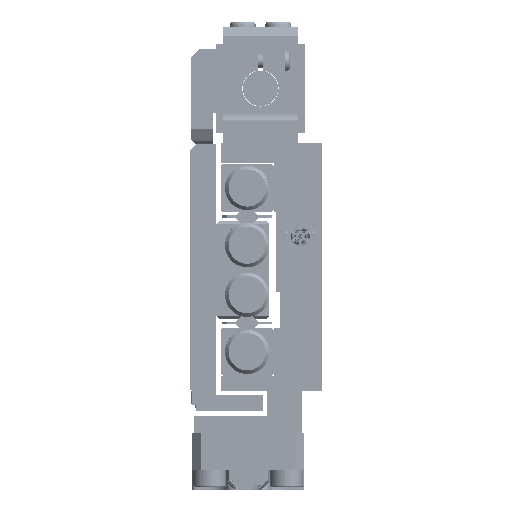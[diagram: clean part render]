
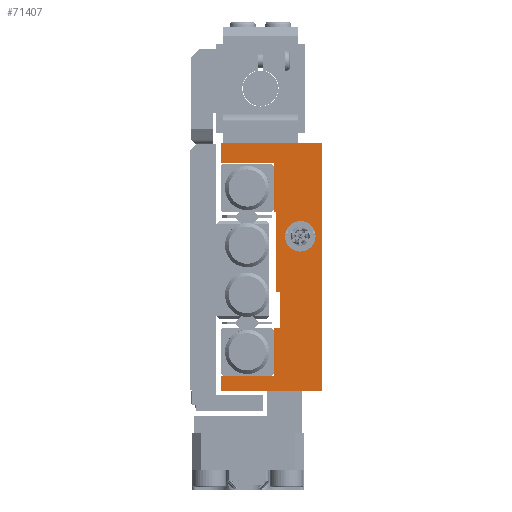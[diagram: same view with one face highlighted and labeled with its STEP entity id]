
A CAD part, left-side view. The second image highlights one B-rep face of the part: STEP entity #71407.
In plain terms, the highlighted planar face has unit normal (-1, 0, 0).
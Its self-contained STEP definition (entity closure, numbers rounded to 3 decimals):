
#1814 = VECTOR ( 'NONE', #73598, 1000. ) ;
#1860 = EDGE_CURVE ( 'NONE', #19514, #27708, #15924, .T. ) ;
#2335 = LINE ( 'NONE', #60965, #46722 ) ;
#3258 = CARTESIAN_POINT ( 'NONE',  ( -45., 0., -14. ) ) ;
#6796 = LINE ( 'NONE', #35015, #14746 ) ;
#6954 = DIRECTION ( 'NONE',  ( 0., 0., 1. ) ) ;
#7685 = ORIENTED_EDGE ( 'NONE', *, *, #44713, .F. ) ;
#8415 = DIRECTION ( 'NONE',  ( -1., 0., 0. ) ) ;
#9339 = CARTESIAN_POINT ( 'NONE',  ( -45., 5.2, -2.8 ) ) ;
#10326 = CARTESIAN_POINT ( 'NONE',  ( -45., 4.8, -2.8 ) ) ;
#10508 = VERTEX_POINT ( 'NONE', #19129 ) ;
#10631 = VECTOR ( 'NONE', #94737, 1000. ) ;
#12494 = DIRECTION ( 'NONE',  ( 0., -1., 0. ) ) ;
#14746 = VECTOR ( 'NONE', #12494, 1000. ) ;
#14804 = CARTESIAN_POINT ( 'NONE',  ( -45., 4.8, -2.8 ) ) ;
#15684 = VERTEX_POINT ( 'NONE', #86912 ) ;
#15924 = LINE ( 'NONE', #32922, #24235 ) ;
#16755 = DIRECTION ( 'NONE',  ( 0., 0., 1. ) ) ;
#16781 = EDGE_CURVE ( 'NONE', #37621, #25101, #26656, .T. ) ;
#17148 = LINE ( 'NONE', #94760, #34985 ) ;
#17761 = DIRECTION ( 'NONE',  ( -1., 0., 0. ) ) ;
#19129 = CARTESIAN_POINT ( 'NONE',  ( -45., 11.5, 14. ) ) ;
#19131 = DIRECTION ( 'NONE',  ( 0., 0., -1. ) ) ;
#19514 = VERTEX_POINT ( 'NONE', #77879 ) ;
#19688 = VECTOR ( 'NONE', #19131, 1000. ) ;
#20513 = CARTESIAN_POINT ( 'NONE',  ( -45., 5.5, 6.3 ) ) ;
#21539 = EDGE_CURVE ( 'NONE', #10508, #89756, #6796, .T. ) ;
#21600 = VECTOR ( 'NONE', #40872, 1000. ) ;
#22466 = ORIENTED_EDGE ( 'NONE', *, *, #46069, .F. ) ;
#22480 = DIRECTION ( 'NONE',  ( 0., 0., 1. ) ) ;
#23103 = DIRECTION ( 'NONE',  ( 0., 1., 0. ) ) ;
#23412 = DIRECTION ( 'NONE',  ( 0., 0., 1. ) ) ;
#23462 = EDGE_CURVE ( 'NONE', #78021, #70839, #94954, .T. ) ;
#24235 = VECTOR ( 'NONE', #55476, 1000. ) ;
#25101 = VERTEX_POINT ( 'NONE', #65508 ) ;
#25705 = CARTESIAN_POINT ( 'NONE',  ( -45., 2.5, 5.227 ) ) ;
#26023 = EDGE_CURVE ( 'NONE', #54483, #61409, #78943, .T. ) ;
#26333 = FACE_OUTER_BOUND ( 'NONE', #62727, .T. ) ;
#26585 = LINE ( 'NONE', #81645, #45092 ) ;
#26656 = LINE ( 'NONE', #57183, #19688 ) ;
#26966 = VECTOR ( 'NONE', #23103, 1000. ) ;
#27315 = DIRECTION ( 'NONE',  ( 0., 0., -1. ) ) ;
#27708 = VERTEX_POINT ( 'NONE', #46408 ) ;
#28616 = ORIENTED_EDGE ( 'NONE', *, *, #40845, .T. ) ;
#28937 = LINE ( 'NONE', #37424, #42101 ) ;
#32125 = LINE ( 'NONE', #55684, #10631 ) ;
#32922 = CARTESIAN_POINT ( 'NONE',  ( -45., 5.5, -6.8 ) ) ;
#33311 = VERTEX_POINT ( 'NONE', #90150 ) ;
#34202 = AXIS2_PLACEMENT_3D ( 'NONE', #54328, #17761, #16755 ) ;
#34307 = FACE_BOUND ( 'NONE', #55790, .T. ) ;
#34805 = PLANE ( 'NONE',  #68508 ) ;
#34985 = VECTOR ( 'NONE', #77244, 1000. ) ;
#35015 = CARTESIAN_POINT ( 'NONE',  ( -45., 5.5, 14. ) ) ;
#36991 = CARTESIAN_POINT ( 'NONE',  ( -45., 0., 14. ) ) ;
#37424 = CARTESIAN_POINT ( 'NONE',  ( -45., 11.5, 14. ) ) ;
#37621 = VERTEX_POINT ( 'NONE', #69369 ) ;
#37657 = VECTOR ( 'NONE', #98142, 1000. ) ;
#38605 = CARTESIAN_POINT ( 'NONE',  ( -45., 5.5, -12.3 ) ) ;
#40293 = CARTESIAN_POINT ( 'NONE',  ( -45., 5.5, 11.8 ) ) ;
#40845 = EDGE_CURVE ( 'NONE', #47434, #37621, #91723, .T. ) ;
#40872 = DIRECTION ( 'NONE',  ( 0., 1., 0. ) ) ;
#42101 = VECTOR ( 'NONE', #76493, 1000. ) ;
#44713 = EDGE_CURVE ( 'NONE', #73197, #33311, #73094, .T. ) ;
#45092 = VECTOR ( 'NONE', #6954, 1000. ) ;
#46069 = EDGE_CURVE ( 'NONE', #27708, #54483, #57232, .T. ) ;
#46408 = CARTESIAN_POINT ( 'NONE',  ( -45., 4.8, -6.8 ) ) ;
#46722 = VECTOR ( 'NONE', #23412, 1000. ) ;
#46978 = CARTESIAN_POINT ( 'NONE',  ( -45., 2.5, 3.5 ) ) ;
#47231 = VERTEX_POINT ( 'NONE', #3258 ) ;
#47434 = VERTEX_POINT ( 'NONE', #81387 ) ;
#48130 = EDGE_CURVE ( 'NONE', #47231, #89756, #26585, .T. ) ;
#48826 = EDGE_CURVE ( 'NONE', #61409, #73197, #2335, .T. ) ;
#48944 = ORIENTED_EDGE ( 'NONE', *, *, #48130, .T. ) ;
#50959 = EDGE_CURVE ( 'NONE', #10508, #80344, #28937, .T. ) ;
#51467 = VECTOR ( 'NONE', #63258, 1000. ) ;
#51783 = AXIS2_PLACEMENT_3D ( 'NONE', #46978, #8415, #22480 ) ;
#51977 = EDGE_CURVE ( 'NONE', #70839, #78021, #75822, .T. ) ;
#54328 = CARTESIAN_POINT ( 'NONE',  ( -45., 2.5, 3.5 ) ) ;
#54483 = VERTEX_POINT ( 'NONE', #14804 ) ;
#55476 = DIRECTION ( 'NONE',  ( 0., -1., 0. ) ) ;
#55684 = CARTESIAN_POINT ( 'NONE',  ( -45., 5.5, -14. ) ) ;
#55790 = EDGE_LOOP ( 'NONE', ( #62322, #89566 ) ) ;
#56399 = EDGE_CURVE ( 'NONE', #25101, #47231, #32125, .T. ) ;
#56859 = CARTESIAN_POINT ( 'NONE',  ( -45., 5.5, -14. ) ) ;
#57183 = CARTESIAN_POINT ( 'NONE',  ( -45., 11.5, -14. ) ) ;
#57232 = LINE ( 'NONE', #64258, #51467 ) ;
#60362 = ORIENTED_EDGE ( 'NONE', *, *, #95890, .T. ) ;
#60965 = CARTESIAN_POINT ( 'NONE',  ( -45., 5.2, 6.3 ) ) ;
#61338 = DIRECTION ( 'NONE',  ( 0., -1., 0. ) ) ;
#61376 = ORIENTED_EDGE ( 'NONE', *, *, #50959, .T. ) ;
#61409 = VERTEX_POINT ( 'NONE', #9339 ) ;
#61613 = ORIENTED_EDGE ( 'NONE', *, *, #72479, .F. ) ;
#62322 = ORIENTED_EDGE ( 'NONE', *, *, #23462, .F. ) ;
#62727 = EDGE_LOOP ( 'NONE', ( #22466, #88131, #61613, #28616, #64756, #88652, #48944, #89369, #61376, #60362, #83685, #7685, #92672, #71394 ) ) ;
#63258 = DIRECTION ( 'NONE',  ( 0., 0., 1. ) ) ;
#64258 = CARTESIAN_POINT ( 'NONE',  ( -45., 4.8, -6.8 ) ) ;
#64756 = ORIENTED_EDGE ( 'NONE', *, *, #16781, .T. ) ;
#65369 = DIRECTION ( 'NONE',  ( 1., 0., 0. ) ) ;
#65508 = CARTESIAN_POINT ( 'NONE',  ( -45., 11.5, -14. ) ) ;
#68508 = AXIS2_PLACEMENT_3D ( 'NONE', #56859, #65369, #27315 ) ;
#69369 = CARTESIAN_POINT ( 'NONE',  ( -45., 11.5, -12.3 ) ) ;
#70839 = VERTEX_POINT ( 'NONE', #98001 ) ;
#71394 = ORIENTED_EDGE ( 'NONE', *, *, #26023, .F. ) ;
#71407 = ADVANCED_FACE ( 'NONE', ( #34307, #26333 ), #34805, .F. ) ;
#72479 = EDGE_CURVE ( 'NONE', #47434, #19514, #17148, .T. ) ;
#72919 = CARTESIAN_POINT ( 'NONE',  ( -45., 11.5, 11.8 ) ) ;
#73094 = LINE ( 'NONE', #20513, #1814 ) ;
#73197 = VERTEX_POINT ( 'NONE', #90442 ) ;
#73598 = DIRECTION ( 'NONE',  ( 0., 1., 0. ) ) ;
#75593 = CARTESIAN_POINT ( 'NONE',  ( -45., 5.5, -14. ) ) ;
#75822 = CIRCLE ( 'NONE', #34202, 1.727 ) ;
#76095 = LINE ( 'NONE', #75593, #37657 ) ;
#76493 = DIRECTION ( 'NONE',  ( 0., 0., -1. ) ) ;
#77244 = DIRECTION ( 'NONE',  ( 0., 0., 1. ) ) ;
#77879 = CARTESIAN_POINT ( 'NONE',  ( -45., 5.5, -6.8 ) ) ;
#78021 = VERTEX_POINT ( 'NONE', #25705 ) ;
#78943 = LINE ( 'NONE', #10326, #21600 ) ;
#80344 = VERTEX_POINT ( 'NONE', #72919 ) ;
#81387 = CARTESIAN_POINT ( 'NONE',  ( -45., 5.5, -12.3 ) ) ;
#81645 = CARTESIAN_POINT ( 'NONE',  ( -45., 0., -14. ) ) ;
#83685 = ORIENTED_EDGE ( 'NONE', *, *, #84909, .F. ) ;
#84416 = LINE ( 'NONE', #40293, #97564 ) ;
#84909 = EDGE_CURVE ( 'NONE', #33311, #15684, #76095, .T. ) ;
#86912 = CARTESIAN_POINT ( 'NONE',  ( -45., 5.5, 11.8 ) ) ;
#88131 = ORIENTED_EDGE ( 'NONE', *, *, #1860, .F. ) ;
#88652 = ORIENTED_EDGE ( 'NONE', *, *, #56399, .T. ) ;
#89369 = ORIENTED_EDGE ( 'NONE', *, *, #21539, .F. ) ;
#89566 = ORIENTED_EDGE ( 'NONE', *, *, #51977, .F. ) ;
#89756 = VERTEX_POINT ( 'NONE', #36991 ) ;
#90150 = CARTESIAN_POINT ( 'NONE',  ( -45., 5.5, 6.3 ) ) ;
#90442 = CARTESIAN_POINT ( 'NONE',  ( -45., 5.2, 6.3 ) ) ;
#91723 = LINE ( 'NONE', #38605, #26966 ) ;
#92672 = ORIENTED_EDGE ( 'NONE', *, *, #48826, .F. ) ;
#94737 = DIRECTION ( 'NONE',  ( 0., -1., 0. ) ) ;
#94760 = CARTESIAN_POINT ( 'NONE',  ( -45., 5.5, -14. ) ) ;
#94954 = CIRCLE ( 'NONE', #51783, 1.727 ) ;
#95890 = EDGE_CURVE ( 'NONE', #80344, #15684, #84416, .T. ) ;
#97564 = VECTOR ( 'NONE', #61338, 1000. ) ;
#98001 = CARTESIAN_POINT ( 'NONE',  ( -45., 2.5, 1.773 ) ) ;
#98142 = DIRECTION ( 'NONE',  ( 0., 0., 1. ) ) ;
